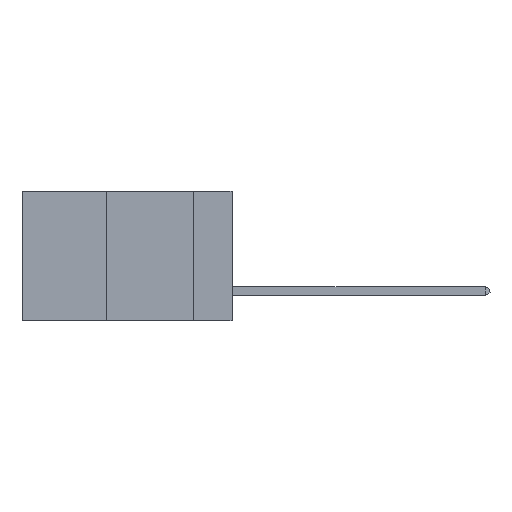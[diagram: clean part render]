
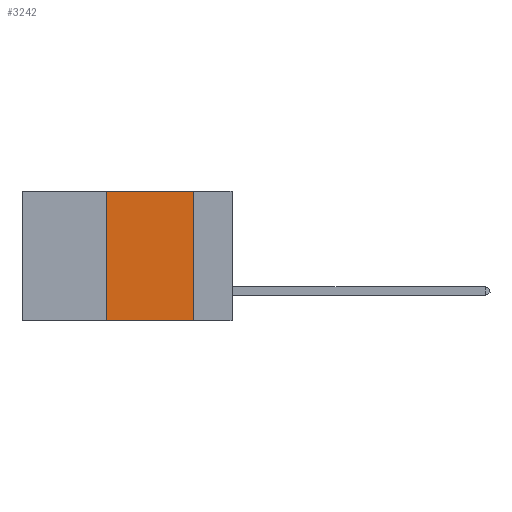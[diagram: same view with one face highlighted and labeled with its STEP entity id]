
A CAD part, left-side view. The second image highlights one B-rep face of the part: STEP entity #3242.
In plain terms, the highlighted planar face has unit normal (-1, 0, 0).
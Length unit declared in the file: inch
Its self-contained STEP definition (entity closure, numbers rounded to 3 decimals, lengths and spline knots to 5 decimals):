
#678 = VERTEX_POINT ( 'NONE', #17701 ) ;
#1030 = DIRECTION ( 'NONE',  ( 0., 0., -1. ) ) ;
#1151 = VERTEX_POINT ( 'NONE', #9703 ) ;
#1236 = PLANE ( 'NONE',  #34093 ) ;
#1333 = LINE ( 'NONE', #18022, #39430 ) ;
#1369 = FACE_OUTER_BOUND ( 'NONE', #40221, .T. ) ;
#1918 = ORIENTED_EDGE ( 'NONE', *, *, #3751, .F. ) ;
#3242 = ADVANCED_FACE ( 'NONE', ( #1369 ), #1236, .F. ) ;
#3751 = EDGE_CURVE ( 'NONE', #23437, #678, #1333, .T. ) ;
#6100 = CARTESIAN_POINT ( 'NONE',  ( 0., 0.6, -0.37 ) ) ;
#7881 = VECTOR ( 'NONE', #17285, 39.37008 ) ;
#8932 = EDGE_CURVE ( 'NONE', #25389, #23437, #13443, .T. ) ;
#9703 = CARTESIAN_POINT ( 'NONE',  ( 0., 0.36, -0.37 ) ) ;
#11953 = EDGE_CURVE ( 'NONE', #1151, #678, #24832, .T. ) ;
#12453 = EDGE_CURVE ( 'NONE', #1151, #25389, #16637, .T. ) ;
#13443 = LINE ( 'NONE', #16638, #18060 ) ;
#16270 = CARTESIAN_POINT ( 'NONE',  ( 0., 0.11, 0. ) ) ;
#16637 = LINE ( 'NONE', #30302, #7881 ) ;
#16638 = CARTESIAN_POINT ( 'NONE',  ( 0., 0.6, 0. ) ) ;
#17285 = DIRECTION ( 'NONE',  ( 0., 0., 1. ) ) ;
#17701 = CARTESIAN_POINT ( 'NONE',  ( 0., 0.11, -0.37 ) ) ;
#18022 = CARTESIAN_POINT ( 'NONE',  ( 0., 0.11, 0. ) ) ;
#18060 = VECTOR ( 'NONE', #40742, 39.37008 ) ;
#20507 = DIRECTION ( 'NONE',  ( 1., 0., 0. ) ) ;
#23437 = VERTEX_POINT ( 'NONE', #16270 ) ;
#24102 = CARTESIAN_POINT ( 'NONE',  ( 0., 0.6, 0. ) ) ;
#24832 = LINE ( 'NONE', #6100, #27405 ) ;
#25389 = VERTEX_POINT ( 'NONE', #26964 ) ;
#26964 = CARTESIAN_POINT ( 'NONE',  ( 0., 0.36, 0. ) ) ;
#27405 = VECTOR ( 'NONE', #31969, 39.37008 ) ;
#28452 = ORIENTED_EDGE ( 'NONE', *, *, #12453, .F. ) ;
#30302 = CARTESIAN_POINT ( 'NONE',  ( 0., 0.36, 0. ) ) ;
#31969 = DIRECTION ( 'NONE',  ( 0., -1., 0. ) ) ;
#32231 = ORIENTED_EDGE ( 'NONE', *, *, #11953, .T. ) ;
#34014 = DIRECTION ( 'NONE',  ( 0., 0., -1. ) ) ;
#34093 = AXIS2_PLACEMENT_3D ( 'NONE', #24102, #20507, #34014 ) ;
#39430 = VECTOR ( 'NONE', #1030, 39.37008 ) ;
#40221 = EDGE_LOOP ( 'NONE', ( #1918, #41526, #28452, #32231 ) ) ;
#40742 = DIRECTION ( 'NONE',  ( 0., -1., 0. ) ) ;
#41526 = ORIENTED_EDGE ( 'NONE', *, *, #8932, .F. ) ;
